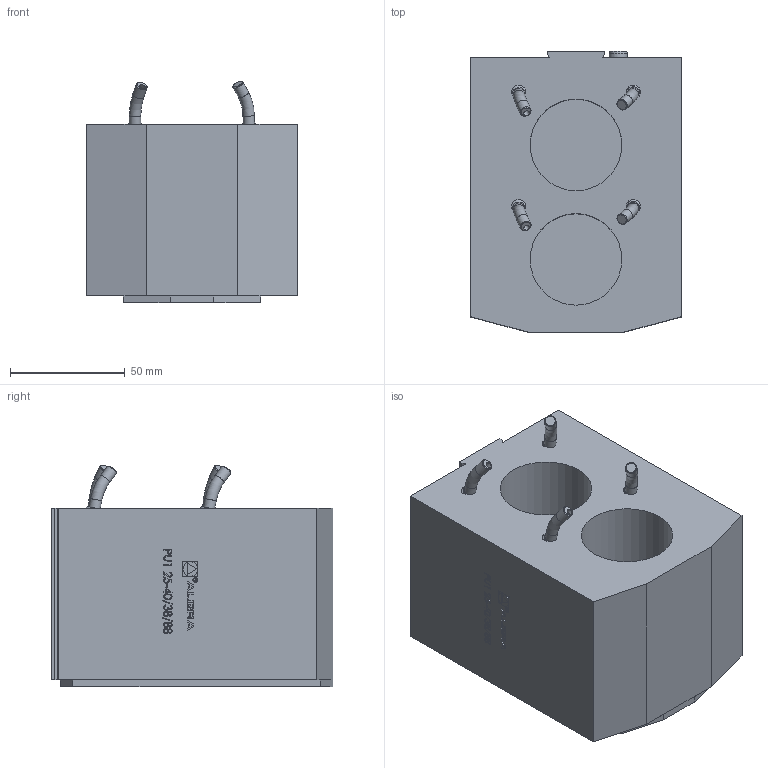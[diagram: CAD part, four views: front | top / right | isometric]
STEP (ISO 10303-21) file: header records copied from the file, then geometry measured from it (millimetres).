
FILE_DESCRIPTION (( 'STEP AP214' ), '1' );
FILE_NAME ('PU125-403888.STEP', '2025-07-22T15:57:46', ( '' ), ( '' ), 'SwSTEP 2.0', 'SolidWorks 2023', '' );
FILE_SCHEMA (( 'AUTOMOTIVE_DESIGN' ));
Length unit declared in the file: millimetre
Products named in the file (1): PU125-403888
Bounding box: 92 x 123 x 96.7 mm (x, y, z)
Volume: 653639.9 mm3; surface area: 74873.1 mm2
Topology: 1 solids, 1 shells, 366 faces, 939 edges, 622 vertices
Faces by surface type: plane 208, bspline 106, cylinder 37, torus 6, cone 5, sphere 4
Full cylindrical faces by diameter (mm): 1.7 x1, 2.1 x1, 5 x8, 6.366 x1, 8 x1, 40 x2
Entity records: 19954 total; most frequent: CARTESIAN_POINT 8673, ORIENTED_EDGE 1814, DIRECTION 1300, EDGE_CURVE 907, VERTEX_POINT 615, LINE 600, VECTOR 600, EDGE_LOOP 438
